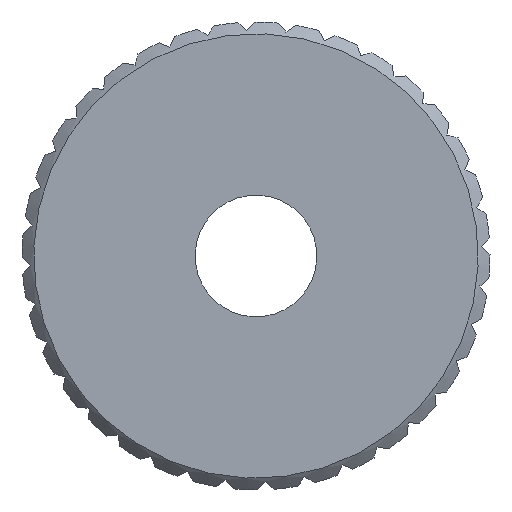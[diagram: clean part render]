
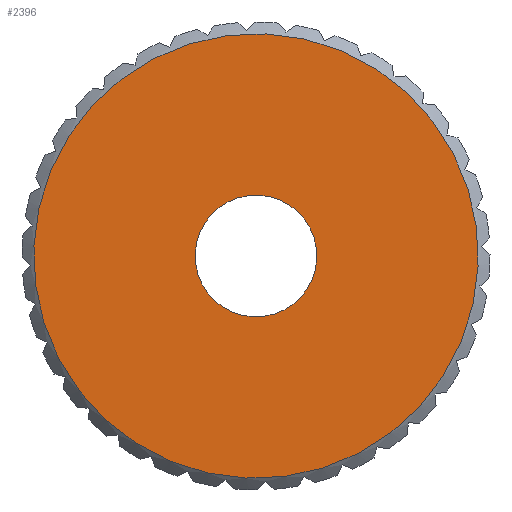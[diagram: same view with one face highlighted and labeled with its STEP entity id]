
A CAD part, left-side view. The second image highlights one B-rep face of the part: STEP entity #2396.
In plain terms, the highlighted planar face has unit normal (-1, 0, 0).
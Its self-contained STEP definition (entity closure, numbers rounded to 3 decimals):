
#599=PLANE('',#2539);
#899=ORIENTED_EDGE('',*,*,#1343,.T.);
#900=ORIENTED_EDGE('',*,*,#1590,.F.);
#1343=EDGE_CURVE('',#1706,#1706,#1949,.T.);
#1590=EDGE_CURVE('',#1918,#1918,#1951,.T.);
#1706=VERTEX_POINT('',#3293);
#1918=VERTEX_POINT('',#4033);
#1949=CIRCLE('',#2467,2.6);
#1951=CIRCLE('',#2540,9.5);
#2096=EDGE_LOOP('',(#899));
#2097=EDGE_LOOP('',(#900));
#2228=FACE_BOUND('',#2096,.T.);
#2229=FACE_BOUND('',#2097,.T.);
#2396=ADVANCED_FACE('',(#2228,#2229),#599,.F.);
#2467=AXIS2_PLACEMENT_3D('',#3292,#2672,#2673);
#2539=AXIS2_PLACEMENT_3D('',#4031,#2991,#2992);
#2540=AXIS2_PLACEMENT_3D('',#4032,#2993,#2994);
#2672=DIRECTION('',(1.,0.,0.));
#2673=DIRECTION('',(0.,0.,-1.));
#2991=DIRECTION('',(1.,0.,0.));
#2992=DIRECTION('',(0.,0.,1.));
#2993=DIRECTION('',(1.,0.,0.));
#2994=DIRECTION('',(0.,0.,-1.));
#3292=CARTESIAN_POINT('',(123.999,-114.748,22.475));
#3293=CARTESIAN_POINT('',(123.999,-114.748,19.875));
#4031=CARTESIAN_POINT('',(123.999,-302.748,11.475));
#4032=CARTESIAN_POINT('',(123.999,-114.748,22.475));
#4033=CARTESIAN_POINT('',(123.999,-114.748,12.975));
